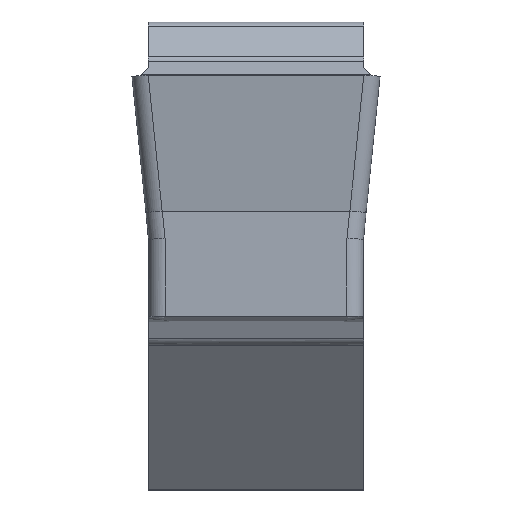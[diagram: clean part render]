
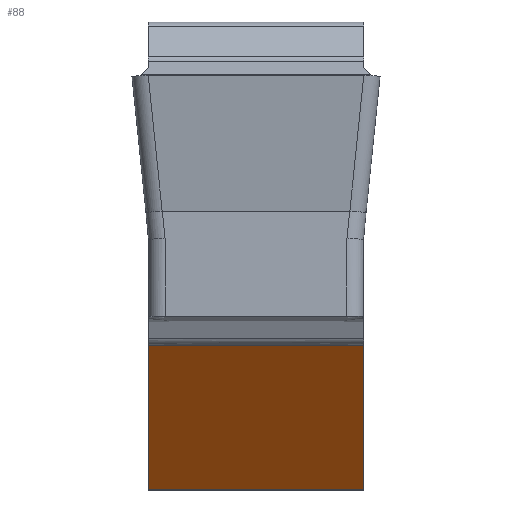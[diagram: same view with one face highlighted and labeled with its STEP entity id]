
A CAD part, front view. The second image highlights one B-rep face of the part: STEP entity #88.
In plain terms, the highlighted planar face has unit normal (0, -0.342, -0.94).
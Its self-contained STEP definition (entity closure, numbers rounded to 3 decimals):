
#88=ADVANCED_FACE('',(#151),#118,.F.);
#118=PLANE('',#934);
#151=FACE_OUTER_BOUND('',#194,.T.);
#194=EDGE_LOOP('',(#564,#565,#566,#567));
#245=LINE('',#1331,#317);
#248=LINE('',#1379,#320);
#302=LINE('',#1704,#380);
#303=LINE('',#1706,#381);
#317=VECTOR('',#984,1.);
#320=VECTOR('',#991,1.);
#380=VECTOR('',#1119,1.);
#381=VECTOR('',#1122,1.);
#564=ORIENTED_EDGE('',*,*,#730,.F.);
#565=ORIENTED_EDGE('',*,*,#815,.F.);
#566=ORIENTED_EDGE('',*,*,#737,.F.);
#567=ORIENTED_EDGE('',*,*,#816,.T.);
#650=VERTEX_POINT('',#1330);
#651=VERTEX_POINT('',#1332);
#657=VERTEX_POINT('',#1378);
#658=VERTEX_POINT('',#1380);
#730=EDGE_CURVE('',#650,#651,#245,.T.);
#737=EDGE_CURVE('',#657,#658,#248,.T.);
#815=EDGE_CURVE('',#658,#650,#302,.T.);
#816=EDGE_CURVE('',#657,#651,#303,.T.);
#934=AXIS2_PLACEMENT_3D('',#1707,#1123,#1124);
#984=DIRECTION('',(0.,-0.94,0.342));
#991=DIRECTION('',(0.,0.94,-0.342));
#1119=DIRECTION('',(-1.,0.,0.));
#1122=DIRECTION('',(-1.,0.,0.));
#1123=DIRECTION('',(0.,0.342,0.94));
#1124=DIRECTION('',(0.,-0.94,0.342));
#1330=CARTESIAN_POINT('',(-2.6,3.762,-9.982));
#1331=CARTESIAN_POINT('',(-2.6,-2.768,-7.605));
#1332=CARTESIAN_POINT('',(-2.6,-5.816,-6.496));
#1378=CARTESIAN_POINT('',(2.6,-5.816,-6.496));
#1379=CARTESIAN_POINT('',(2.6,-2.768,-7.605));
#1380=CARTESIAN_POINT('',(2.6,3.762,-9.982));
#1704=CARTESIAN_POINT('',(10.6,3.762,-9.982));
#1706=CARTESIAN_POINT('',(10.6,-5.816,-6.496));
#1707=CARTESIAN_POINT('',(10.6,-5.816,-6.496));
